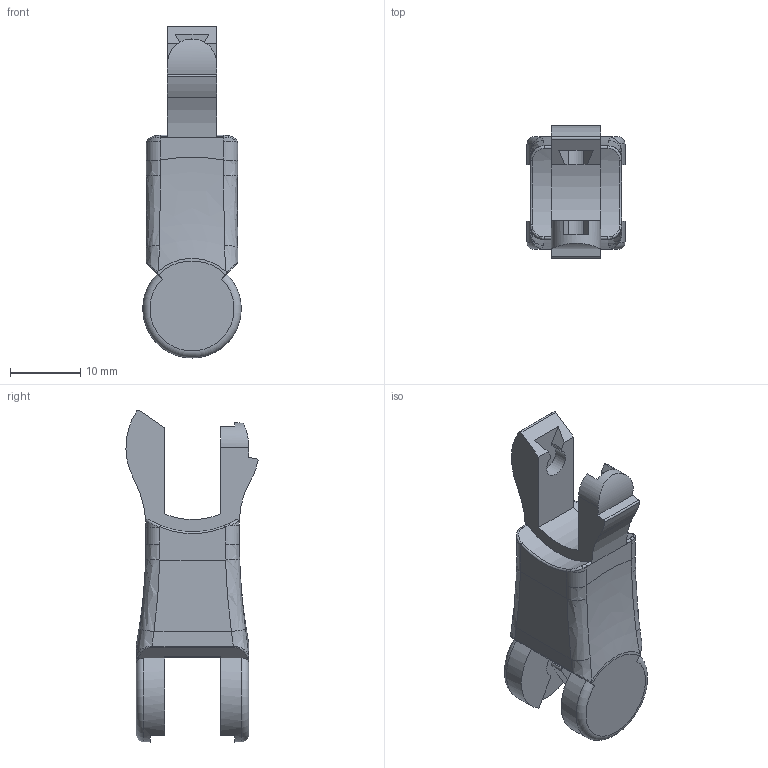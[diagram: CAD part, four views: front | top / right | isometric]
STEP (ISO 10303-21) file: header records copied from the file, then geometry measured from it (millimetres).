
FILE_DESCRIPTION(/* description */ (''),/* implementation_level */ '2;1');
FILE_NAME(/* name */ 'Metacarpal V.step',/* time_stamp */ '2022-08-07T18:01:37+01:00',/* author */ (''),/* organization */ (''),/* preprocessor_version */ 'ST-DEVELOPER v18.1',/* originating_system */ 'Autodesk Translation Framework v10.10.0.1391',/* authorisation */ '');
FILE_SCHEMA (('AUTOMOTIVE_DESIGN { 1 0 10303 214 3 1 1 }'));
Length unit declared in the file: millimetre
Products named in the file (1): Metacarpal V
Bounding box: 13.98 x 18.81 x 47.25 mm (x, y, z)
Volume: 3831.6 mm3; surface area: 3420.1 mm2
Topology: 1 solids, 1 shells, 130 faces, 350 edges, 222 vertices
Faces by surface type: cylinder 50, bspline 36, plane 34, torus 10
Entity records: 5144 total; most frequent: CARTESIAN_POINT 1964, ORIENTED_EDGE 700, DIRECTION 610, EDGE_CURVE 350, AXIS2_PLACEMENT_3D 238, VERTEX_POINT 222, CIRCLE 143, LINE 134
